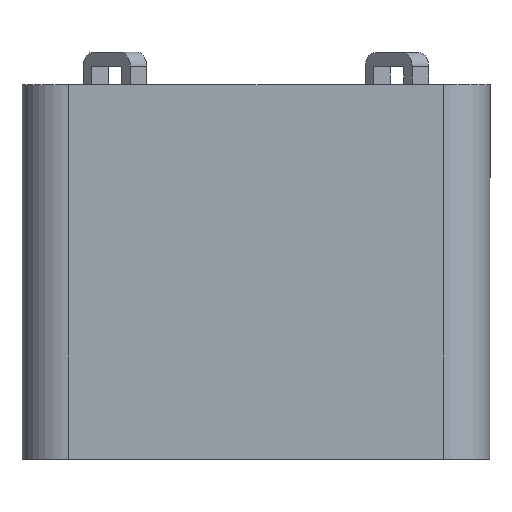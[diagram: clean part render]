
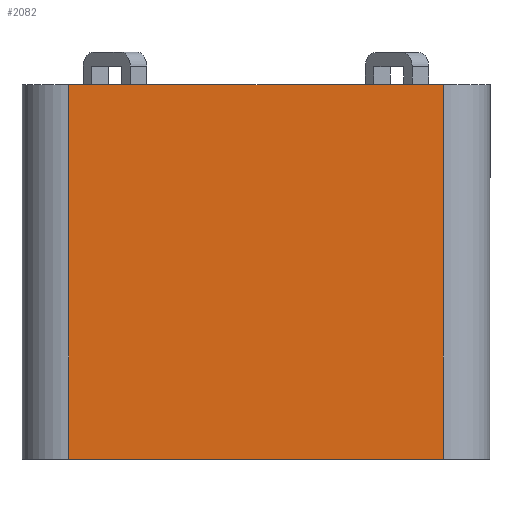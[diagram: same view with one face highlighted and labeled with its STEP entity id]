
A CAD part, top view. The second image highlights one B-rep face of the part: STEP entity #2082.
In plain terms, the highlighted planar face has unit normal (0, 0, 1).
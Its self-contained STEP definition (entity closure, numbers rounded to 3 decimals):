
#28 = ORIENTED_EDGE ( 'NONE', *, *, #2469, .T. ) ;
#155 = ORIENTED_EDGE ( 'NONE', *, *, #594, .T. ) ;
#279 = CARTESIAN_POINT ( 'NONE',  ( -40., 80., 50. ) ) ;
#467 = DIRECTION ( 'NONE',  ( 0., 0., -1. ) ) ;
#594 = EDGE_CURVE ( 'NONE', #1993, #2988, #1367, .T. ) ;
#685 = CARTESIAN_POINT ( 'NONE',  ( -50., 25., 50. ) ) ;
#930 = CARTESIAN_POINT ( 'NONE',  ( -40., 25., 50. ) ) ;
#931 = CARTESIAN_POINT ( 'NONE',  ( 40., 0., 50. ) ) ;
#1013 = VERTEX_POINT ( 'NONE', #3127 ) ;
#1227 = DIRECTION ( 'NONE',  ( 0., -1., 0. ) ) ;
#1230 = CARTESIAN_POINT ( 'NONE',  ( 40., 25., 50. ) ) ;
#1347 = LINE ( 'NONE', #930, #3385 ) ;
#1367 = LINE ( 'NONE', #1230, #3364 ) ;
#1407 = CARTESIAN_POINT ( 'NONE',  ( 40., 80., 50. ) ) ;
#1429 = EDGE_CURVE ( 'NONE', #3007, #2988, #2951, .T. ) ;
#1484 = EDGE_LOOP ( 'NONE', ( #155, #2044, #28, #3431 ) ) ;
#1511 = PLANE ( 'NONE',  #2815 ) ;
#1781 = DIRECTION ( 'NONE',  ( 1., 0., 0. ) ) ;
#1789 = VECTOR ( 'NONE', #1781, 1000. ) ;
#1804 = CARTESIAN_POINT ( 'NONE',  ( -50., 0., 50. ) ) ;
#1805 = DIRECTION ( 'NONE',  ( -1., 0., 0. ) ) ;
#1993 = VERTEX_POINT ( 'NONE', #931 ) ;
#2044 = ORIENTED_EDGE ( 'NONE', *, *, #1429, .F. ) ;
#2082 = ADVANCED_FACE ( 'NONE', ( #2096 ), #1511, .F. ) ;
#2096 = FACE_OUTER_BOUND ( 'NONE', #1484, .T. ) ;
#2172 = VECTOR ( 'NONE', #2709, 1000. ) ;
#2469 = EDGE_CURVE ( 'NONE', #3007, #1013, #1347, .T. ) ;
#2517 = CARTESIAN_POINT ( 'NONE',  ( -40., 80., 50. ) ) ;
#2646 = EDGE_CURVE ( 'NONE', #1013, #1993, #2764, .T. ) ;
#2709 = DIRECTION ( 'NONE',  ( 1., 0., 0. ) ) ;
#2764 = LINE ( 'NONE', #1804, #1789 ) ;
#2815 = AXIS2_PLACEMENT_3D ( 'NONE', #685, #467, #1805 ) ;
#2951 = LINE ( 'NONE', #279, #2172 ) ;
#2988 = VERTEX_POINT ( 'NONE', #1407 ) ;
#3007 = VERTEX_POINT ( 'NONE', #2517 ) ;
#3073 = DIRECTION ( 'NONE',  ( 0., 1., 0. ) ) ;
#3127 = CARTESIAN_POINT ( 'NONE',  ( -40., 0., 50. ) ) ;
#3364 = VECTOR ( 'NONE', #3073, 1000. ) ;
#3385 = VECTOR ( 'NONE', #1227, 1000. ) ;
#3431 = ORIENTED_EDGE ( 'NONE', *, *, #2646, .T. ) ;
